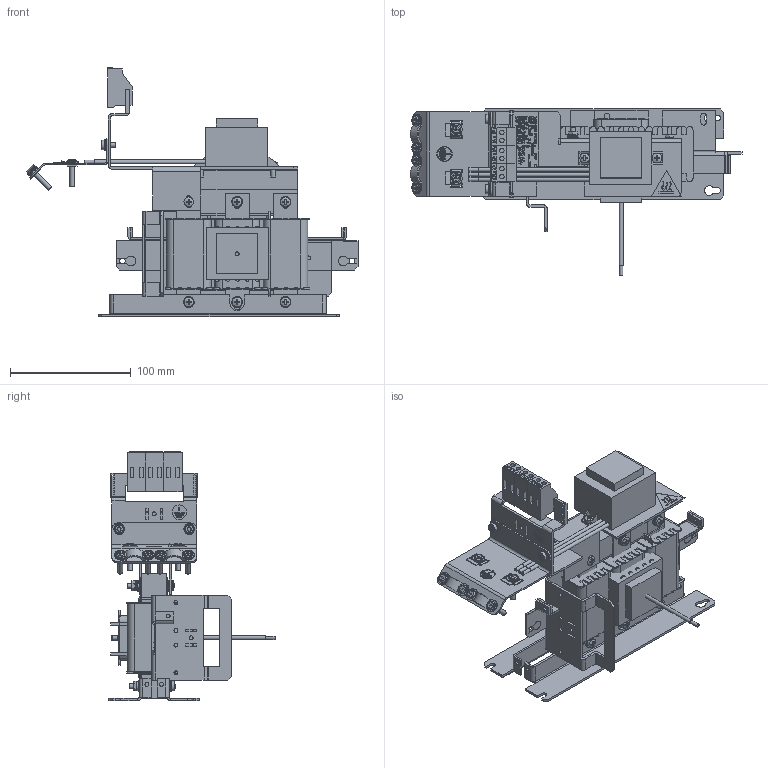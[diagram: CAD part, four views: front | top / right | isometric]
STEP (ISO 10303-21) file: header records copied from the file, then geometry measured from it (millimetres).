
FILE_DESCRIPTION( ( 'Unknown' ), '1' );
FILE_NAME( 'FS21147-2,5-99.stp', 'Unknown', ( 'Unknown' ), ( 'Unknown' ), 'XStep 1.0', 'Unknown', ' ' );
FILE_SCHEMA( ( 'CONFIG_CONTROL_DESIGN' ) );
Length unit declared in the file: millimetre
Products named in the file (58): Assem1; Assem2; Assem3; 1; 2; 3; 4; 5; 6; 7; 8; 9; 10; 11; 12; 13; 14; 15; 16; 17; 18; 19; 20; 21; 22; 23; 24; 25; 26; 27; 28; 29; 30; 31; 32; 33; 34; 35; 36; 37 ...
Bounding box: 274.71 x 137.5 x 206.2 mm (x, y, z)
Volume: 1398511.6 mm3; surface area: 728961.4 mm2
Topology: 167 solids, 167 shells, 4881 faces, 12080 edges, 8042 vertices
Faces by surface type: plane 3235, cylinder 864, extrusion 698, cone 65, sphere 11, torus 8
Full cylindrical faces by diameter (mm): 0.4 x12, 2.887 x4, 3.2 x10, 3.242 x8, 3.3 x44, 3.8 x12, 4 x30, 4.1 x4, 4.3 x21, 4.5 x40, 7.5 x12, 7.7 x4, 8 x11, 8.1 x4, 8.8 x4, 9 x16, 10 x7, 12 x5
Entity records: 81273 total; most frequent: CARTESIAN_POINT 35087, ORIENTED_EDGE 8950, DIRECTION 7759, EDGE_CURVE 4475, VERTEX_POINT 3090, VECTOR 3081, LINE 2732, EDGE_LOOP 2533
